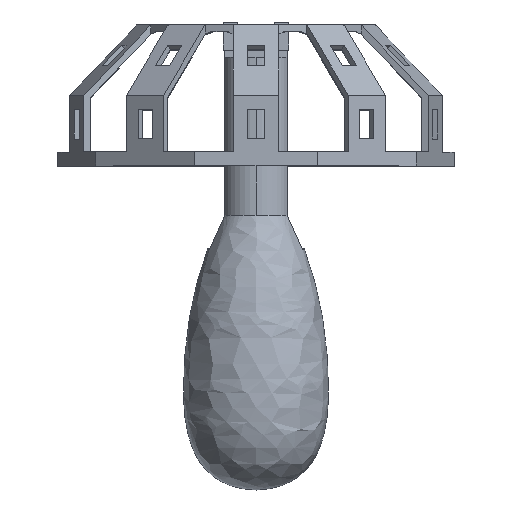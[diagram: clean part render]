
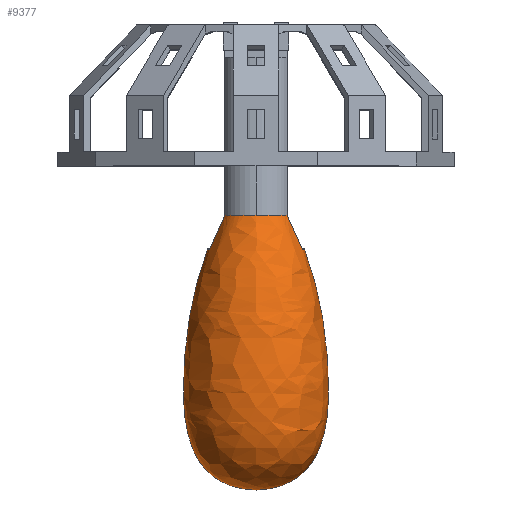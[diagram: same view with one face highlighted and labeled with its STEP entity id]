
A CAD part, top view. The second image highlights one B-rep face of the part: STEP entity #9377.
In plain terms, the highlighted free-form (B-spline) face has degree [3, 3] with [5, 4] control points.
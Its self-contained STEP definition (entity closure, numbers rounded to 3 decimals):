
#452 = ORIENTED_EDGE ( 'NONE', *, *, #8650, .F. ) ;
#468 = CARTESIAN_POINT ( 'NONE',  ( -10.216, 24.616, 0. ) ) ;
#488 = CARTESIAN_POINT ( 'NONE',  ( 9.891, 24.291, -3. ) ) ;
#530 = CARTESIAN_POINT ( 'NONE',  ( -12.057, 21.474, -24.113 ) ) ;
#541 = CARTESIAN_POINT ( 'NONE',  ( 9.411, 25.547, -3. ) ) ;
#630 = CARTESIAN_POINT ( 'NONE',  ( -14.876, -26.234, -29.751 ) ) ;
#882 = B_SPLINE_CURVE_WITH_KNOTS ( 'NONE', 3,
 ( #9939, #5929, #2895, #6032, #541, #488 ),
 .UNSPECIFIED., .F., .F.,
 ( 4, 2, 4 ),
 ( 0., 0.004, 0.008 ),
 .UNSPECIFIED. ) ;
#913 = CARTESIAN_POINT ( 'NONE',  ( 13.103, 16.82, 0. ) ) ;
#962 = CARTESIAN_POINT ( 'NONE',  ( -7.802, 29.243, -3. ) ) ;
#1160 = ORIENTED_EDGE ( 'NONE', *, *, #2805, .F. ) ;
#1198 = CARTESIAN_POINT ( 'NONE',  ( 14.876, -26.234, 0. ) ) ;
#1224 = CARTESIAN_POINT ( 'NONE',  ( -6.6, 31.65, -3. ) ) ;
#1249 = CARTESIAN_POINT ( 'NONE',  ( 0., -26.65, 0. ) ) ;
#1269 = VERTEX_POINT ( 'NONE', #468 ) ;
#1386 = VERTEX_POINT ( 'NONE', #7802 ) ;
#1400 = CARTESIAN_POINT ( 'NONE',  ( 0., -26.65, 0. ) ) ;
#1494 = EDGE_CURVE ( 'NONE', #4717, #4898, #1773, .T. ) ;
#1630 = CARTESIAN_POINT ( 'NONE',  ( -6.6, 31.65, -3. ) ) ;
#1711 = CARTESIAN_POINT ( 'NONE',  ( -10.216, 24.616, -1.024 ) ) ;
#1773 = B_SPLINE_CURVE_WITH_KNOTS ( 'NONE', 3,
 ( #9435, #9487, #4756, #962, #3211, #1630 ),
 .UNSPECIFIED., .F., .F.,
 ( 4, 2, 4 ),
 ( 0.001, 0.005, 0.009 ),
 .UNSPECIFIED. ) ;
#1941 = B_SPLINE_CURVE_WITH_KNOTS ( 'NONE', 3,
 ( #2512, #8670, #4810, #913, #3271 ),
 .UNSPECIFIED., .F., .F.,
 ( 4, 1, 4 ),
 ( 0., 0.511, 0.887 ),
 .UNSPECIFIED. ) ;
#1944 = ORIENTED_EDGE ( 'NONE', *, *, #1494, .T. ) ;
#2044 = ORIENTED_EDGE ( 'NONE', *, *, #8458, .T. ) ;
#2068 = FACE_OUTER_BOUND ( 'NONE', #6496, .T. ) ;
#2149 = CIRCLE ( 'NONE', #6917, 7.25 ) ;
#2164 = CARTESIAN_POINT ( 'NONE',  ( 17.101, 1.287, 0. ) ) ;
#2241 = DIRECTION ( 'NONE',  ( 0., 0., -1. ) ) ;
#2270 = CARTESIAN_POINT ( 'NONE',  ( 10.216, 24.616, -1.024 ) ) ;
#2512 = CARTESIAN_POINT ( 'NONE',  ( 0., -26.65, 0. ) ) ;
#2547 = VERTEX_POINT ( 'NONE', #8177 ) ;
#2729 = CARTESIAN_POINT ( 'NONE',  ( -12.057, 21.474, 0. ) ) ;
#2730 = CARTESIAN_POINT ( 'NONE',  ( 10.216, 24.616, 0. ) ) ;
#2756 = AXIS2_PLACEMENT_3D ( 'NONE', #2876, #10058, #8519 ) ;
#2805 = EDGE_CURVE ( 'NONE', #3213, #3978, #1941, .T. ) ;
#2876 = CARTESIAN_POINT ( 'NONE',  ( 0., 31.65, 0. ) ) ;
#2895 = CARTESIAN_POINT ( 'NONE',  ( 7.802, 29.243, -3. ) ) ;
#2934 = CARTESIAN_POINT ( 'NONE',  ( 0., -26.65, 0. ) ) ;
#2949 = CARTESIAN_POINT ( 'NONE',  ( 9.891, 24.291, -3. ) ) ;
#3013 = DIRECTION ( 'NONE',  ( 0., -1., 0. ) ) ;
#3036 = EDGE_CURVE ( 'NONE', #1386, #8015, #2149, .T. ) ;
#3211 = CARTESIAN_POINT ( 'NONE',  ( -7.22, 30.455, -3. ) ) ;
#3213 = VERTEX_POINT ( 'NONE', #8763 ) ;
#3271 = CARTESIAN_POINT ( 'NONE',  ( 10.216, 24.616, 0. ) ) ;
#3501 = CARTESIAN_POINT ( 'NONE',  ( -14.876, -26.234, 0. ) ) ;
#3755 = CARTESIAN_POINT ( 'NONE',  ( 17.101, 1.287, -34.201 ) ) ;
#3767 = CARTESIAN_POINT ( 'NONE',  ( 10.105, 24.505, -2.023 ) ) ;
#3817 = CARTESIAN_POINT ( 'NONE',  ( 10.216, 24.616, 0. ) ) ;
#3867 = CARTESIAN_POINT ( 'NONE',  ( -10.216, 24.616, 0. ) ) ;
#3948 = CARTESIAN_POINT ( 'NONE',  ( 6.6, 31.65, -3. ) ) ;
#3978 = VERTEX_POINT ( 'NONE', #2730 ) ;
#3987 = EDGE_CURVE ( 'NONE', #3213, #1269, #8357, .T. ) ;
#4019 = CARTESIAN_POINT ( 'NONE',  ( -10.105, 24.505, -2.023 ) ) ;
#4319 = CARTESIAN_POINT ( 'NONE',  ( 12.057, 21.474, 0. ) ) ;
#4366 = CARTESIAN_POINT ( 'NONE',  ( 14.876, -26.234, -29.751 ) ) ;
#4552 = EDGE_CURVE ( 'NONE', #4898, #1386, #6858, .T. ) ;
#4587 = B_SPLINE_CURVE_WITH_KNOTS ( 'NONE', 3,
 ( #6385, #4019, #1711, #3867 ),
 .UNSPECIFIED., .F., .F.,
 ( 4, 4 ),
 ( 0., 0.003 ),
 .UNSPECIFIED. ) ;
#4717 = VERTEX_POINT ( 'NONE', #7025 ) ;
#4756 = CARTESIAN_POINT ( 'NONE',  ( -8.897, 26.789, -3. ) ) ;
#4810 = CARTESIAN_POINT ( 'NONE',  ( 16.849, -1.822, 0. ) ) ;
#4830 =( BOUNDED_SURFACE ( )  B_SPLINE_SURFACE ( 3, 3, ( 
 ( #1249, #2934, #6069, #1400 ),
 ( #9208, #630, #4366, #1198 ),
 ( #9824, #7508, #3755, #2164 ),
 ( #2729, #530, #6791, #4319 ),
 ( #8332, #5297, #5863, #8435 ) ),
 .UNSPECIFIED., .F., .F., .F. ) 
 B_SPLINE_SURFACE_WITH_KNOTS ( ( 4, 1, 4 ),
 ( 4, 4 ),
 ( 0., 0.511, 1. ),
 ( 0., 1. ),
 .UNSPECIFIED. ) 
 GEOMETRIC_REPRESENTATION_ITEM ( )  RATIONAL_B_SPLINE_SURFACE ( (
 ( 1., 0.333, 0.333, 1.),
 ( 1., 0.333, 0.333, 1.),
 ( 1., 0.333, 0.333, 1.),
 ( 1., 0.333, 0.333, 1.),
 ( 1., 0.333, 0.333, 1.) ) ) 
 REPRESENTATION_ITEM ( '' )  SURFACE ( )  );
#4898 = VERTEX_POINT ( 'NONE', #1224 ) ;
#5149 = CARTESIAN_POINT ( 'NONE',  ( -13.103, 16.82, 0. ) ) ;
#5297 = CARTESIAN_POINT ( 'NONE',  ( -7.25, 31.65, -14.5 ) ) ;
#5766 = CARTESIAN_POINT ( 'NONE',  ( 0., -26.65, 0. ) ) ;
#5863 = CARTESIAN_POINT ( 'NONE',  ( 7.25, 31.65, -14.5 ) ) ;
#5929 = CARTESIAN_POINT ( 'NONE',  ( 7.22, 30.455, -3. ) ) ;
#6032 = CARTESIAN_POINT ( 'NONE',  ( 8.897, 26.789, -3. ) ) ;
#6069 = CARTESIAN_POINT ( 'NONE',  ( 0., -26.65, 0. ) ) ;
#6385 = CARTESIAN_POINT ( 'NONE',  ( -9.891, 24.291, -3. ) ) ;
#6496 = EDGE_LOOP ( 'NONE', ( #452, #1160, #7680, #9146, #1944, #8452, #9506, #2044 ) ) ;
#6551 = EDGE_CURVE ( 'NONE', #4717, #1269, #4587, .T. ) ;
#6791 = CARTESIAN_POINT ( 'NONE',  ( 12.057, 21.474, -24.113 ) ) ;
#6858 = CIRCLE ( 'NONE', #2756, 7.25 ) ;
#6917 = AXIS2_PLACEMENT_3D ( 'NONE', #6924, #3013, #2241 ) ;
#6924 = CARTESIAN_POINT ( 'NONE',  ( 0., 31.65, 0. ) ) ;
#7025 = CARTESIAN_POINT ( 'NONE',  ( -9.891, 24.291, -3. ) ) ;
#7508 = CARTESIAN_POINT ( 'NONE',  ( -17.101, 1.287, -34.201 ) ) ;
#7510 = CARTESIAN_POINT ( 'NONE',  ( -10.216, 24.616, 0. ) ) ;
#7680 = ORIENTED_EDGE ( 'NONE', *, *, #3987, .T. ) ;
#7802 = CARTESIAN_POINT ( 'NONE',  ( 0., 31.65, -7.25 ) ) ;
#8015 = VERTEX_POINT ( 'NONE', #3948 ) ;
#8177 = CARTESIAN_POINT ( 'NONE',  ( 9.891, 24.291, -3. ) ) ;
#8332 = CARTESIAN_POINT ( 'NONE',  ( -7.25, 31.65, 0. ) ) ;
#8334 = CARTESIAN_POINT ( 'NONE',  ( -16.849, -1.822, 0. ) ) ;
#8357 = B_SPLINE_CURVE_WITH_KNOTS ( 'NONE', 3,
 ( #5766, #3501, #8334, #5149, #7510 ),
 .UNSPECIFIED., .F., .F.,
 ( 4, 1, 4 ),
 ( 0., 0.511, 0.887 ),
 .UNSPECIFIED. ) ;
#8435 = CARTESIAN_POINT ( 'NONE',  ( 7.25, 31.65, 0. ) ) ;
#8452 = ORIENTED_EDGE ( 'NONE', *, *, #4552, .T. ) ;
#8458 = EDGE_CURVE ( 'NONE', #8015, #2547, #882, .T. ) ;
#8519 = DIRECTION ( 'NONE',  ( 0., 0., -1. ) ) ;
#8650 = EDGE_CURVE ( 'NONE', #3978, #2547, #8788, .T. ) ;
#8670 = CARTESIAN_POINT ( 'NONE',  ( 14.876, -26.234, 0. ) ) ;
#8763 = CARTESIAN_POINT ( 'NONE',  ( 0., -26.65, 0. ) ) ;
#8788 = B_SPLINE_CURVE_WITH_KNOTS ( 'NONE', 3,
 ( #3817, #2270, #3767, #2949 ),
 .UNSPECIFIED., .F., .F.,
 ( 4, 4 ),
 ( 0., 0.003 ),
 .UNSPECIFIED. ) ;
#9146 = ORIENTED_EDGE ( 'NONE', *, *, #6551, .F. ) ;
#9208 = CARTESIAN_POINT ( 'NONE',  ( -14.876, -26.234, 0. ) ) ;
#9377 = ADVANCED_FACE ( 'NONE', ( #2068 ), #4830, .T. ) ;
#9435 = CARTESIAN_POINT ( 'NONE',  ( -9.891, 24.291, -3. ) ) ;
#9487 = CARTESIAN_POINT ( 'NONE',  ( -9.411, 25.547, -3. ) ) ;
#9506 = ORIENTED_EDGE ( 'NONE', *, *, #3036, .T. ) ;
#9824 = CARTESIAN_POINT ( 'NONE',  ( -17.101, 1.287, 0. ) ) ;
#9939 = CARTESIAN_POINT ( 'NONE',  ( 6.6, 31.65, -3. ) ) ;
#10058 = DIRECTION ( 'NONE',  ( 0., -1., 0. ) ) ;
